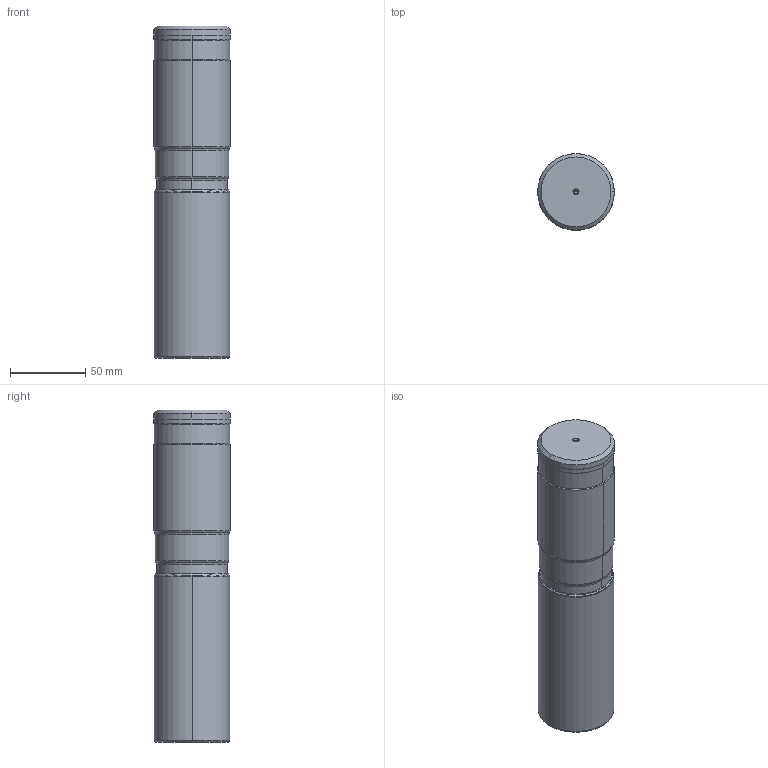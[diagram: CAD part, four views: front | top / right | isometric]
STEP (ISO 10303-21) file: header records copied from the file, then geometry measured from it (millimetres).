
FILE_DESCRIPTION(/* description */ (''),/* implementation_level */ '2;1');
FILE_NAME(/* name */ 'SPX4R05024WNS_MR1_2.stp',/* time_stamp */ '2023-03-10T14:03:06+09:00',/* author */ (''),/* organization */ (''),/* preprocessor_version */ 'ST-DEVELOPER v16',/* originating_system */ 'SIEMENS PLM Software NX 10.0',/* authorisation */ '');
FILE_SCHEMA (('AUTOMOTIVE_DESIGN { 1 0 10303 214 3 1 1 1 }'));
Length unit declared in the file: millimetre
Products named in the file (1): SPX4R05024WNS_MR1_2_ASM
Bounding box: 50.8 x 50.8 x 220 mm (x, y, z)
Volume: 568312.1 mm3; surface area: 66131.1 mm2
Topology: 2 solids, 2 shells, 69 faces, 153 edges, 97 vertices
Faces by surface type: cone 28, cylinder 20, torus 16, plane 5
Entity records: 1989 total; most frequent: DIRECTION 399, CARTESIAN_POINT 305, ORIENTED_EDGE 280, AXIS2_PLACEMENT_3D 173, EDGE_CURVE 140, CIRCLE 96, VERTEX_POINT 78, EDGE_LOOP 74
